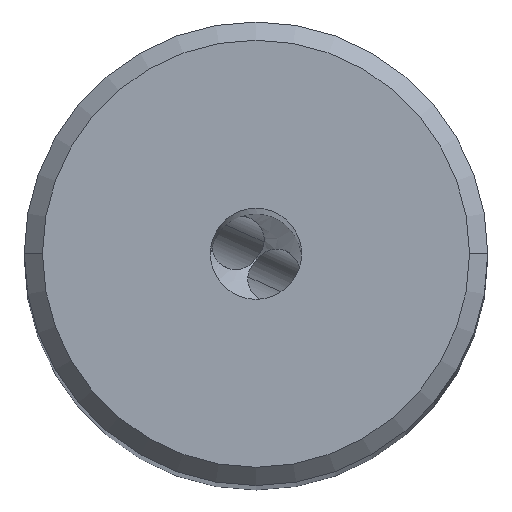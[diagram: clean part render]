
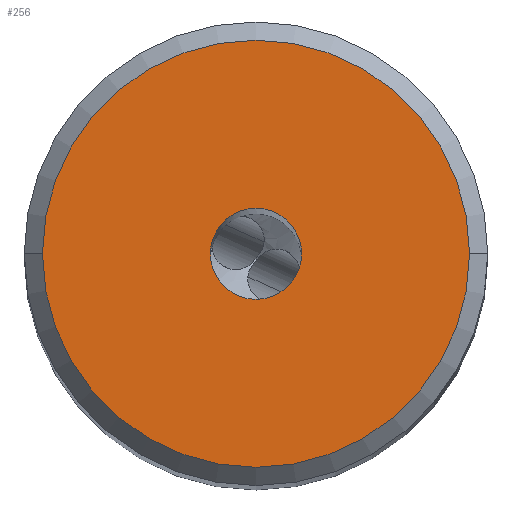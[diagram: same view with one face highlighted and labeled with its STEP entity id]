
A CAD part, top view. The second image highlights one B-rep face of the part: STEP entity #256.
In plain terms, the highlighted planar face has unit normal (0, 0, 1).
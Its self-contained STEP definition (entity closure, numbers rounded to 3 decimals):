
#64=FACE_BOUND('',#936,.T.);
#65=FACE_BOUND('',#937,.T.);
#167=PLANE('',#5620);
#256=ADVANCED_FACE('',(#64,#65),#167,.T.);
#936=EDGE_LOOP('',(#2320,#2321));
#937=EDGE_LOOP('',(#2322,#2323));
#1193=CIRCLE('',#5552,2.5);
#1225=CIRCLE('',#5612,2.5);
#1227=CIRCLE('',#5618,11.7);
#1228=CIRCLE('',#5619,11.7);
#2320=ORIENTED_EDGE('',*,*,#4491,.F.);
#2321=ORIENTED_EDGE('',*,*,#4492,.F.);
#2322=ORIENTED_EDGE('',*,*,#4376,.F.);
#2323=ORIENTED_EDGE('',*,*,#4483,.F.);
#3776=VERTEX_POINT('',#8228);
#3777=VERTEX_POINT('',#8230);
#3862=VERTEX_POINT('',#9549);
#3863=VERTEX_POINT('',#9550);
#4376=EDGE_CURVE('',#3776,#3777,#1193,.T.);
#4483=EDGE_CURVE('',#3777,#3776,#1225,.T.);
#4491=EDGE_CURVE('',#3862,#3863,#1227,.T.);
#4492=EDGE_CURVE('',#3863,#3862,#1228,.T.);
#5552=AXIS2_PLACEMENT_3D('',#8229,#6286,#6287);
#5612=AXIS2_PLACEMENT_3D('',#9401,#6422,#6423);
#5618=AXIS2_PLACEMENT_3D('',#9548,#6436,#6437);
#5619=AXIS2_PLACEMENT_3D('',#9551,#6438,#6439);
#5620=AXIS2_PLACEMENT_3D('',#9552,#6440,#6441);
#6286=DIRECTION('',(0.,0.,1.));
#6287=DIRECTION('',(1.,0.,0.));
#6422=DIRECTION('',(0.,0.,1.));
#6423=DIRECTION('',(-1.,0.,0.));
#6436=DIRECTION('',(0.,0.,-1.));
#6437=DIRECTION('',(-1.,0.,0.));
#6438=DIRECTION('',(0.,0.,-1.));
#6439=DIRECTION('',(1.,0.,0.));
#6440=DIRECTION('',(0.,0.,1.));
#6441=DIRECTION('',(1.,0.,0.));
#8228=CARTESIAN_POINT('',(2.5,0.,0.));
#8229=CARTESIAN_POINT('',(0.,0.,0.));
#8230=CARTESIAN_POINT('',(-2.5,0.,0.));
#9401=CARTESIAN_POINT('',(0.,0.,0.));
#9548=CARTESIAN_POINT('',(0.,0.,0.));
#9549=CARTESIAN_POINT('',(-11.7,0.,0.));
#9550=CARTESIAN_POINT('',(11.7,0.,0.));
#9551=CARTESIAN_POINT('',(0.,0.,0.));
#9552=CARTESIAN_POINT('',(0.,0.,0.));
